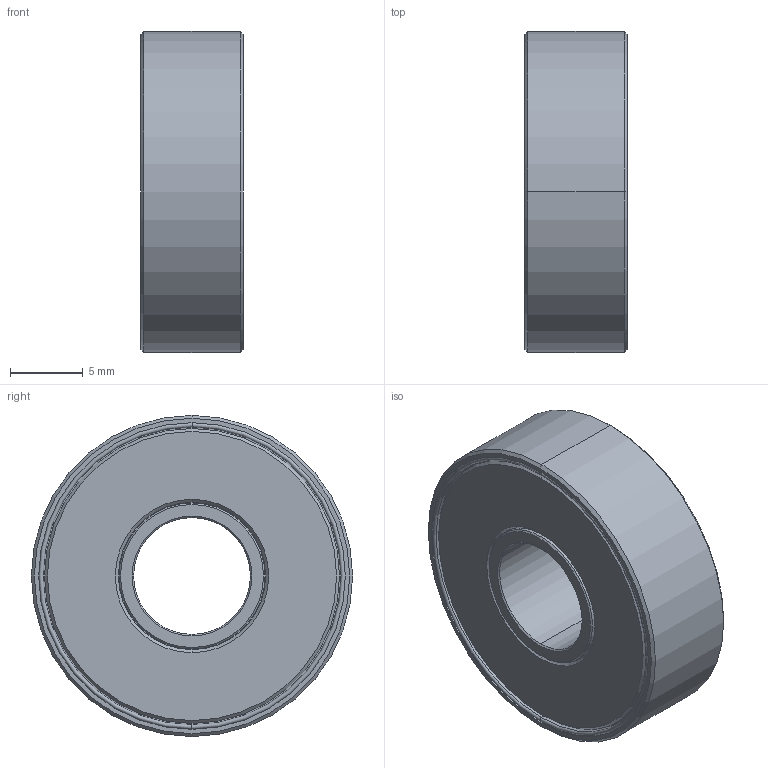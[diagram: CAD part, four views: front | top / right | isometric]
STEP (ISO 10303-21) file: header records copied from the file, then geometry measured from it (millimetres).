
FILE_DESCRIPTION (( 'STEP AP214' ), '1' );
FILE_NAME ('Ïîäøèïíèê ðàäèàëüíûé 608zz (80018).STEP', '2016-01-06T20:13:44', ( '' ), ( '' ), 'SwSTEP 2.0', 'SolidWorks 2015', '' );
FILE_SCHEMA (( 'AUTOMOTIVE_DESIGN' ));
Length unit declared in the file: millimetre
Products named in the file (1): Ïîäøèïíèê ðàäèàëüíûé 608zz (80018)
Bounding box: 7 x 22 x 22 mm (x, y, z)
Volume: 1922.9 mm3; surface area: 1951.9 mm2
Topology: 1 solids, 2 shells, 364 faces, 940 edges, 616 vertices
Faces by surface type: plane 188, bspline 124, cylinder 24, cone 20, torus 8
Entity records: 16118 total; most frequent: CARTESIAN_POINT 7693, ORIENTED_EDGE 1880, DIRECTION 1254, EDGE_CURVE 940, VERTEX_POINT 616, LINE 612, VECTOR 612, EDGE_LOOP 404
